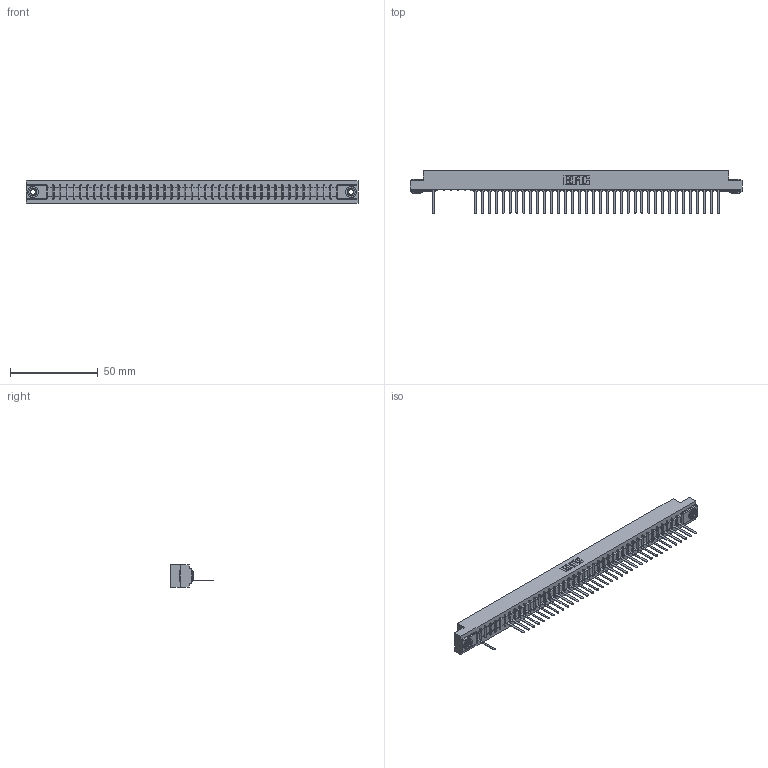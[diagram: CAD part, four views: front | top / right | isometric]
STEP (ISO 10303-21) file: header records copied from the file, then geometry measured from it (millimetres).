
FILE_DESCRIPTION (( 'STEP AP203' ), '1' );
FILE_NAME ('357-042-541-103.STEP', '2018-08-11T08:19:42', ( '' ), ( '' ), 'SwSTEP 2.0', 'SolidWorks 2016', '' );
FILE_SCHEMA (( 'CONFIG_CONTROL_DESIGN' ));
Length unit declared in the file: inch
Products named in the file (4): 307 Part_.156 Dia Mounting Holes; 307-290-002_541; 345-250-002_345-250-002-102; 357-042-541-103
Assembly tree (40 placements, depth 2):
  357-042-541-103
    307 Part_.156 Dia Mounting Holes
    307-290-002_541  x37
    345-250-002_345-250-002-102  x2
Bounding box: 189.43 x 24.59 x 12.7 mm (x, y, z)
Volume: 20232.8 mm3; surface area: 25434.2 mm2
Topology: 40 solids, 40 shells, 3051 faces, 9339 edges, 6106 vertices
Faces by surface type: plane 1819, cylinder 1138, sphere 86, cone 8
Entity records: 37629 total; most frequent: CARTESIAN_POINT 6348, ORIENTED_EDGE 6334, DIRECTION 6177, EDGE_CURVE 3167, VECTOR 2419, LINE 2419, VERTEX_POINT 2050, AXIS2_PLACEMENT_3D 1879
